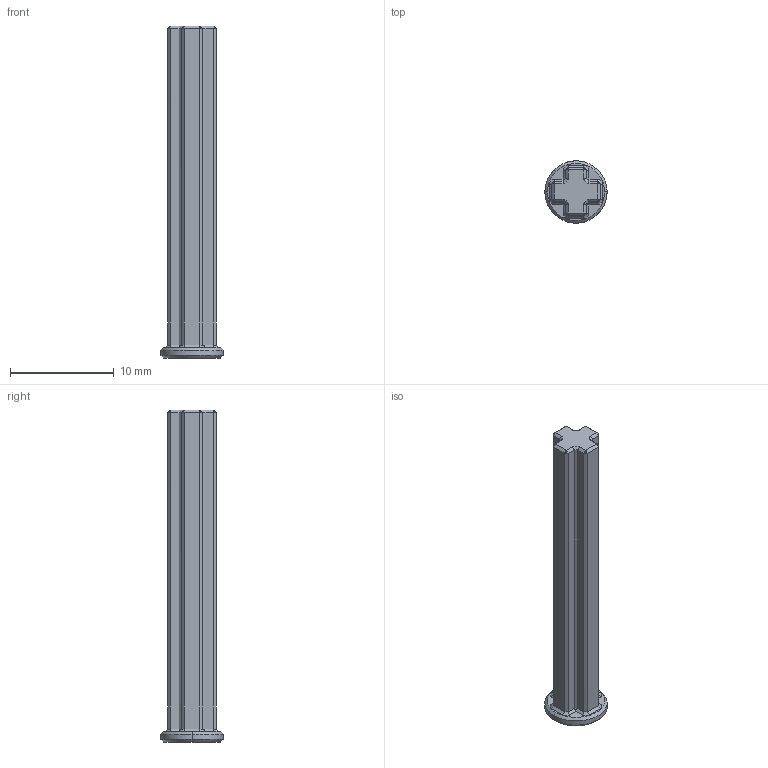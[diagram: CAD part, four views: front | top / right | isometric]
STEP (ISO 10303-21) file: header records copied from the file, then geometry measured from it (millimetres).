
FILE_DESCRIPTION (( 'STEP AP214' ), '1' );
FILE_NAME ('Cross Axle Pin Straight.STEP', '2016-10-26T19:56:15', ( '' ), ( '' ), 'SwSTEP 2.0', 'SolidWorks 2016', '' );
FILE_SCHEMA (( 'AUTOMOTIVE_DESIGN' ));
Length unit declared in the file: millimetre
Products named in the file (1): Cross Axle Pin Straight
Bounding box: 6 x 5.99 x 32 mm (x, y, z)
Volume: 478.8 mm3; surface area: 590.1 mm2
Topology: 1 solids, 1 shells, 105 faces, 242 edges, 140 vertices
Faces by surface type: bspline 88, plane 15, cylinder 2
Entity records: 15378 total; most frequent: CARTESIAN_POINT 13870, ORIENTED_EDGE 484, EDGE_CURVE 242, B_SPLINE_CURVE_WITH_KNOTS 174, VERTEX_POINT 140, EDGE_LOOP 106, ADVANCED_FACE 105, FACE_OUTER_BOUND 105
